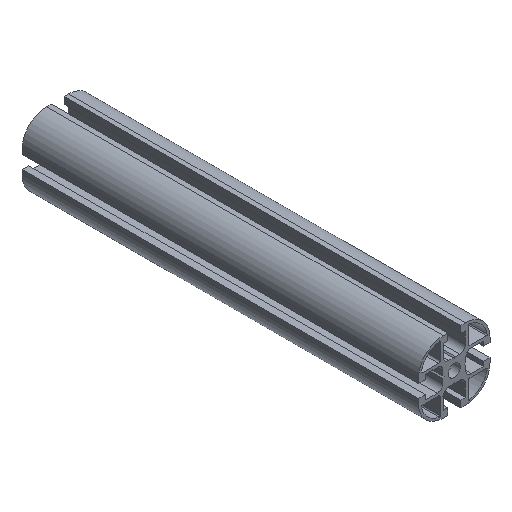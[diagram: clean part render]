
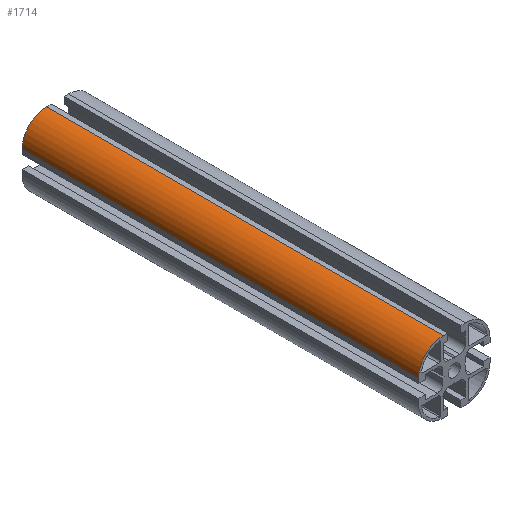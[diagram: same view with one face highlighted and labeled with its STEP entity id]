
A CAD part, isometric view. The second image highlights one B-rep face of the part: STEP entity #1714.
In plain terms, the highlighted cylindrical face has radius 15.5 mm (diameter 31 mm), a partial arc.
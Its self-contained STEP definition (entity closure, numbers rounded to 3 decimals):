
#114=FACE_OUTER_BOUND('',#201,.T.);
#201=EDGE_LOOP('',(#1268,#1269,#1270,#1271));
#324=LINE('',#2607,#521);
#325=LINE('',#2613,#522);
#521=VECTOR('',#2122,10.);
#522=VECTOR('',#2129,10.);
#697=CIRCLE('',#1852,15.5);
#698=CIRCLE('',#1853,15.5);
#781=VERTEX_POINT('',#2603);
#782=VERTEX_POINT('',#2605);
#783=VERTEX_POINT('',#2609);
#784=VERTEX_POINT('',#2611);
#982=EDGE_CURVE('',#781,#782,#324,.T.);
#983=EDGE_CURVE('',#783,#781,#697,.T.);
#984=EDGE_CURVE('',#784,#782,#698,.T.);
#985=EDGE_CURVE('',#783,#784,#325,.T.);
#1268=ORIENTED_EDGE('',*,*,#983,.T.);
#1269=ORIENTED_EDGE('',*,*,#982,.T.);
#1270=ORIENTED_EDGE('',*,*,#984,.F.);
#1271=ORIENTED_EDGE('',*,*,#985,.F.);
#1672=CYLINDRICAL_SURFACE('',#1851,15.5);
#1714=ADVANCED_FACE('',(#114),#1672,.T.);
#1851=AXIS2_PLACEMENT_3D('',#2608,#2123,#2124);
#1852=AXIS2_PLACEMENT_3D('',#2610,#2125,#2126);
#1853=AXIS2_PLACEMENT_3D('',#2612,#2127,#2128);
#2122=DIRECTION('',(0.,1.,0.));
#2123=DIRECTION('center_axis',(0.,1.,0.));
#2124=DIRECTION('ref_axis',(-1.,0.,0.));
#2125=DIRECTION('center_axis',(0.,1.,0.));
#2126=DIRECTION('ref_axis',(-1.,0.,0.));
#2127=DIRECTION('center_axis',(0.,1.,0.));
#2128=DIRECTION('ref_axis',(-1.,0.,0.));
#2129=DIRECTION('',(0.,1.,0.));
#2603=CARTESIAN_POINT('',(15.5,0.,45.));
#2605=CARTESIAN_POINT('',(15.5,250.,45.));
#2607=CARTESIAN_POINT('',(15.5,0.,45.));
#2608=CARTESIAN_POINT('Origin',(15.5,0.,29.5));
#2609=CARTESIAN_POINT('',(0.,0.,29.5));
#2610=CARTESIAN_POINT('Origin',(15.5,0.,29.5));
#2611=CARTESIAN_POINT('',(0.,250.,29.5));
#2612=CARTESIAN_POINT('Origin',(15.5,250.,29.5));
#2613=CARTESIAN_POINT('',(0.,0.,29.5));
